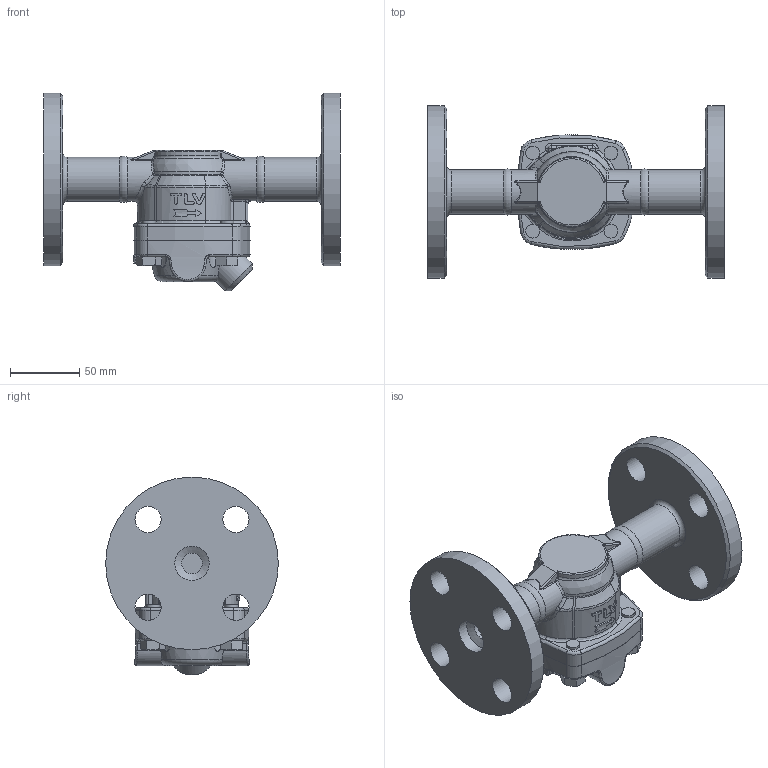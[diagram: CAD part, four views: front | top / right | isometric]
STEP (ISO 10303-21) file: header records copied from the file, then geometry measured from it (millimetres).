
FILE_DESCRIPTION(/* description */ (''),/* implementation_level */ '2;1');
FILE_NAME(/* name */ 'ss1nl-025-jis10-00.stp',/* time_stamp */ '2025-01-22T13:01:31+09:00',/* author */ ('nakaot'),/* organization */ (''),/* preprocessor_version */ 'ST-DEVELOPER v18.1',/* originating_system */ 'Autodesk Inventor 2022',/* authorisation */ '');
FILE_SCHEMA (('AUTOMOTIVE_DESIGN { 1 0 10303 214 3 1 1 }'));
Length unit declared in the file: millimetre
Products named in the file (1): ss1nl-020-jis10-00
Bounding box: 215 x 125 x 143.27 mm (x, y, z)
Volume: 772591.2 mm3; surface area: 122168.3 mm2
Topology: 1 solids, 1 shells, 421 faces, 1034 edges, 616 vertices
Faces by surface type: bspline 125, cylinder 115, plane 94, torus 45, cone 34, sphere 8
Full cylindrical faces by diameter (mm): 10 x8, 11 x4, 15 x2, 19 x8, 25 x2, 28 x1, 32 x4, 125 x2
Entity records: 20250 total; most frequent: CARTESIAN_POINT 11212, ORIENTED_EDGE 2040, DIRECTION 1634, EDGE_CURVE 1020, AXIS2_PLACEMENT_3D 688, VERTEX_POINT 615, EDGE_LOOP 459, FACE_OUTER_BOUND 421
